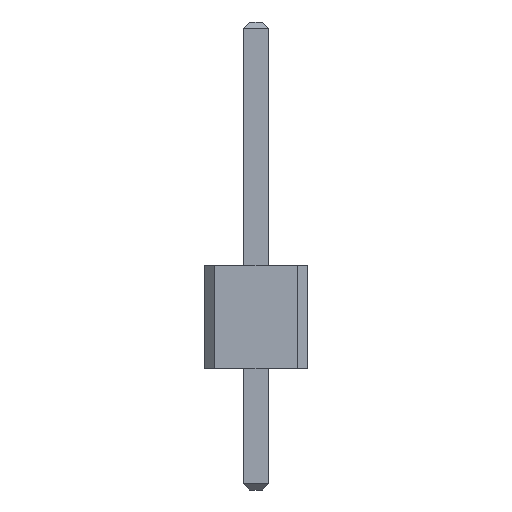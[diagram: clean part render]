
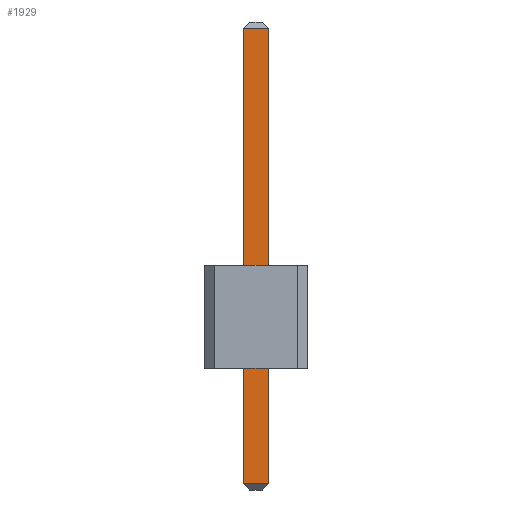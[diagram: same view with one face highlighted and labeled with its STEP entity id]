
A CAD part, front view. The second image highlights one B-rep face of the part: STEP entity #1929.
In plain terms, the highlighted planar face has unit normal (0, -1, 0).
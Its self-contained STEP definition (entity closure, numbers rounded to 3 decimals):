
#13=DIRECTION('',(0.,0.,1.));
#27=VECTOR('',#13,1.);
#67=DIRECTION('',(1.,0.,0.));
#896=VECTOR('',#67,1.);
#907=DIRECTION('',(0.,1.,0.));
#1906=EDGE_CURVE('',#1907,#1909,#1911,.T.);
#1907=VERTEX_POINT('',#1908);
#1908=CARTESIAN_POINT('',(-0.32,-35.88,-2.84));
#1909=VERTEX_POINT('',#1910);
#1910=CARTESIAN_POINT('',(-0.32,-35.88,8.38));
#1911=LINE('',#1912,#27);
#1912=CARTESIAN_POINT('',(-0.32,-35.88,-3.));
#1929=ADVANCED_FACE('',(#1930),#1947,.F.);
#1930=FACE_BOUND('',#1931,.F.);
#1931=EDGE_LOOP('',(#1932,#1940,#1943,#1944));
#1932=ORIENTED_EDGE('',*,*,#1933,.F.);
#1933=EDGE_CURVE('',#1934,#1936,#1938,.T.);
#1934=VERTEX_POINT('',#1935);
#1935=CARTESIAN_POINT('',(0.32,-35.88,-2.84));
#1936=VERTEX_POINT('',#1937);
#1937=CARTESIAN_POINT('',(0.32,-35.88,8.38));
#1938=LINE('',#1939,#27);
#1939=CARTESIAN_POINT('',(0.32,-35.88,-3.));
#1940=ORIENTED_EDGE('',*,*,#1941,.F.);
#1941=EDGE_CURVE('',#1907,#1934,#1942,.T.);
#1942=LINE('',#1908,#896);
#1943=ORIENTED_EDGE('',*,*,#1906,.T.);
#1944=ORIENTED_EDGE('',*,*,#1945,.T.);
#1945=EDGE_CURVE('',#1909,#1936,#1946,.T.);
#1946=LINE('',#1910,#896);
#1947=PLANE('',#1948);
#1948=AXIS2_PLACEMENT_3D('',#1912,#907,#13);
